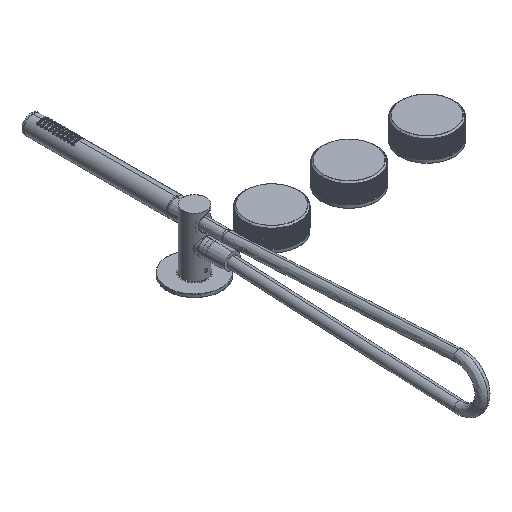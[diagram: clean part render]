
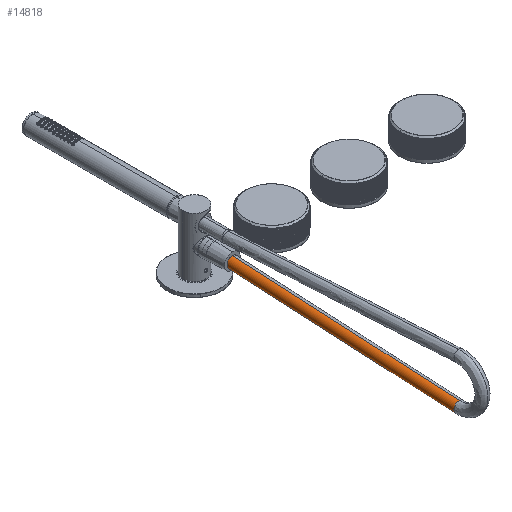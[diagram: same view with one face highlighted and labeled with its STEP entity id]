
A CAD part, isometric view. The second image highlights one B-rep face of the part: STEP entity #14818.
In plain terms, the highlighted free-form (B-spline) face has degree [3, 1] with [4, 2] control points.
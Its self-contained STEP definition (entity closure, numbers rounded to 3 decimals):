
#1637 = CARTESIAN_POINT ( 'NONE',  ( -13.832, -315.2, -8.806 ) ) ;
#2403 = B_SPLINE_CURVE_WITH_KNOTS ( 'NONE', 1,
 ( #29186, #58607 ),
 .UNSPECIFIED., .F., .F.,
 ( 2, 2 ),
 ( 0., 0.979 ),
 .UNSPECIFIED. ) ;
#2766 = EDGE_LOOP ( 'NONE', ( #71223, #52828, #74308, #17122 ) ) ;
#7285 = CARTESIAN_POINT ( 'NONE',  ( -13.832, -21.65, -7.254 ) ) ;
#9493 = EDGE_CURVE ( 'NONE', #31141, #55346, #91485, .T. ) ;
#13042 = CARTESIAN_POINT ( 'NONE',  ( 0., -21.65, 6.578 ) ) ;
#13839 = CARTESIAN_POINT ( 'NONE',  ( 0., -315.2, -22.638 ) ) ;
#14818 = ADVANCED_FACE ( 'NONE', ( #74912 ), #86644, .F. ) ;
#16678 = CIRCLE ( 'NONE', #70575, 6.916 ) ;
#17033 = CARTESIAN_POINT ( 'NONE',  ( 0., -315.2, -22.638 ) ) ;
#17122 = ORIENTED_EDGE ( 'NONE', *, *, #9493, .F. ) ;
#21497 = CARTESIAN_POINT ( 'NONE',  ( 0., -21.65, -7.254 ) ) ;
#23785 = CARTESIAN_POINT ( 'NONE',  ( 0., -315.2, -22.638 ) ) ;
#26554 = EDGE_CURVE ( 'NONE', #94668, #36585, #2403, .T. ) ;
#27815 =( BOUNDED_CURVE ( )  B_SPLINE_CURVE ( 3, ( #43903, #73310, #7285, #36649 ),
 .UNSPECIFIED., .F., .F. ) 
 B_SPLINE_CURVE_WITH_KNOTS ( ( 4, 4 ),
 ( 0.022, 0.044 ),
 .UNSPECIFIED. ) 
 CURVE ( )  GEOMETRIC_REPRESENTATION_ITEM ( )  RATIONAL_B_SPLINE_CURVE ( ( 1., 0.333, 0.333, 1. ) ) 
 REPRESENTATION_ITEM ( '' )  );
#29186 = CARTESIAN_POINT ( 'NONE',  ( 0., -315.2, -8.806 ) ) ;
#30441 = CARTESIAN_POINT ( 'NONE',  ( 0., -315.2, -15.722 ) ) ;
#31012 = CARTESIAN_POINT ( 'NONE',  ( -13.832, -15.2, 6.916 ) ) ;
#31141 = VERTEX_POINT ( 'NONE', #17033 ) ;
#36585 = VERTEX_POINT ( 'NONE', #13042 ) ;
#36649 = CARTESIAN_POINT ( 'NONE',  ( 0., -21.65, -7.254 ) ) ;
#38253 = CARTESIAN_POINT ( 'NONE',  ( 0., -315.2, -8.806 ) ) ;
#38520 = EDGE_CURVE ( 'NONE', #36585, #55346, #27815, .T. ) ;
#43212 = CARTESIAN_POINT ( 'NONE',  ( 0., -21.65, -7.254 ) ) ;
#43903 = CARTESIAN_POINT ( 'NONE',  ( 0., -21.65, 6.578 ) ) ;
#52828 = ORIENTED_EDGE ( 'NONE', *, *, #26554, .T. ) ;
#53220 = CARTESIAN_POINT ( 'NONE',  ( 0., -15.2, -6.916 ) ) ;
#55346 = VERTEX_POINT ( 'NONE', #21497 ) ;
#58607 = CARTESIAN_POINT ( 'NONE',  ( 0., -21.65, 6.578 ) ) ;
#59883 = DIRECTION ( 'NONE',  ( 0., -1., 0. ) ) ;
#60466 = CARTESIAN_POINT ( 'NONE',  ( -13.832, -315.2, -22.638 ) ) ;
#67723 = CARTESIAN_POINT ( 'NONE',  ( 0., -15.2, 6.916 ) ) ;
#70575 = AXIS2_PLACEMENT_3D ( 'NONE', #30441, #59883, #89216 ) ;
#71223 = ORIENTED_EDGE ( 'NONE', *, *, #89582, .F. ) ;
#71624 = CARTESIAN_POINT ( 'NONE',  ( 0., -315.2, -8.806 ) ) ;
#73310 = CARTESIAN_POINT ( 'NONE',  ( -13.832, -21.65, 6.578 ) ) ;
#74308 = ORIENTED_EDGE ( 'NONE', *, *, #38520, .T. ) ;
#74912 = FACE_OUTER_BOUND ( 'NONE', #2766, .T. ) ;
#86644 =( BOUNDED_SURFACE ( )  B_SPLINE_SURFACE ( 3, 1, ( 
 ( #38253, #67723 ),
 ( #1637, #31012 ),
 ( #60466, #89792 ),
 ( #23785, #53220 ) ),
 .UNSPECIFIED., .F., .F., .F. ) 
 B_SPLINE_SURFACE_WITH_KNOTS ( ( 4, 4 ),
 ( 2, 2 ),
 ( 0.5, 1. ),
 ( 0., 1. ),
 .UNSPECIFIED. ) 
 GEOMETRIC_REPRESENTATION_ITEM ( )  RATIONAL_B_SPLINE_SURFACE ( (
 ( 1., 1.),
 ( 0.333, 0.333),
 ( 0.333, 0.333),
 ( 1., 1.) ) ) 
 REPRESENTATION_ITEM ( '' )  SURFACE ( )  );
#89216 = DIRECTION ( 'NONE',  ( 0., 0., -1. ) ) ;
#89582 = EDGE_CURVE ( 'NONE', #94668, #31141, #16678, .T. ) ;
#89792 = CARTESIAN_POINT ( 'NONE',  ( -13.832, -15.2, -6.916 ) ) ;
#91485 = B_SPLINE_CURVE_WITH_KNOTS ( 'NONE', 1,
 ( #13839, #43212 ),
 .UNSPECIFIED., .F., .F.,
 ( 2, 2 ),
 ( 0., 0.979 ),
 .UNSPECIFIED. ) ;
#94668 = VERTEX_POINT ( 'NONE', #71624 ) ;
